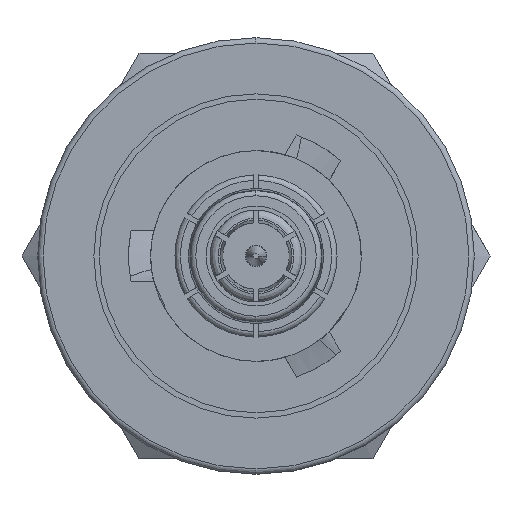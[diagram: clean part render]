
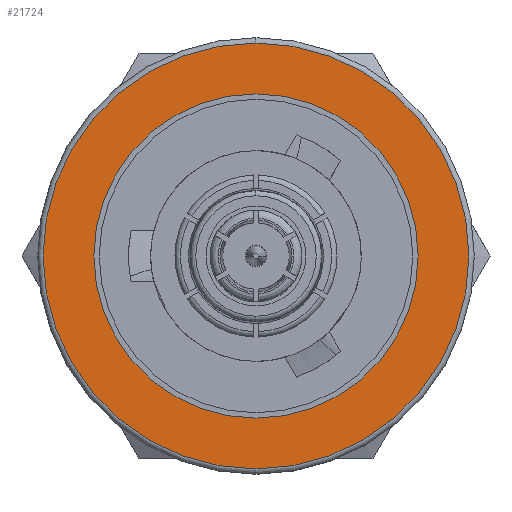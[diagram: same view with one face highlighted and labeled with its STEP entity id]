
A CAD part, left-side view. The second image highlights one B-rep face of the part: STEP entity #21724.
In plain terms, the highlighted planar face has unit normal (-1, 0, 0).
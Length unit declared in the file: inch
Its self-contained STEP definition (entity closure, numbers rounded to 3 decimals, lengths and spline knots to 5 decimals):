
#140 = DIRECTION ( 'NONE',  ( 1., 0., 0. ) ) ;
#1039 = CARTESIAN_POINT ( 'NONE',  ( -0.85374, 0., 0.394 ) ) ;
#1198 = FACE_BOUND ( 'NONE', #4652, .T. ) ;
#1199 = CIRCLE ( 'NONE', #17119, 0.275 ) ;
#1861 = EDGE_LOOP ( 'NONE', ( #10089, #25900 ) ) ;
#1915 = EDGE_CURVE ( 'NONE', #5608, #28547, #1199, .T. ) ;
#2150 = CARTESIAN_POINT ( 'NONE',  ( -0.85374, 0., 0. ) ) ;
#2312 = DIRECTION ( 'NONE',  ( 1., 0., 0. ) ) ;
#3053 = DIRECTION ( 'NONE',  ( 1., 0., 0. ) ) ;
#3331 = ORIENTED_EDGE ( 'NONE', *, *, #10183, .T. ) ;
#3470 = CIRCLE ( 'NONE', #22887, 0.275 ) ;
#4652 = EDGE_LOOP ( 'NONE', ( #14425, #3331 ) ) ;
#5515 = CIRCLE ( 'NONE', #22938, 0.394 ) ;
#5608 = VERTEX_POINT ( 'NONE', #28520 ) ;
#5689 = PLANE ( 'NONE',  #15505 ) ;
#5845 = DIRECTION ( 'NONE',  ( 0., 0., -1. ) ) ;
#5995 = CARTESIAN_POINT ( 'NONE',  ( -0.85374, 0.394, 0. ) ) ;
#6953 = CARTESIAN_POINT ( 'NONE',  ( -0.85374, 0., 0.275 ) ) ;
#7121 = DIRECTION ( 'NONE',  ( 0., 0., -1. ) ) ;
#8405 = EDGE_CURVE ( 'NONE', #23352, #29153, #29901, .T. ) ;
#10089 = ORIENTED_EDGE ( 'NONE', *, *, #8405, .F. ) ;
#10183 = EDGE_CURVE ( 'NONE', #28547, #5608, #3470, .T. ) ;
#10271 = CARTESIAN_POINT ( 'NONE',  ( -0.85374, 0., 0. ) ) ;
#11648 = CARTESIAN_POINT ( 'NONE',  ( -0.85374, 0., 0. ) ) ;
#11649 = DIRECTION ( 'NONE',  ( 0., 0., -1. ) ) ;
#12459 = DIRECTION ( 'NONE',  ( 1., 0., 0. ) ) ;
#13037 = AXIS2_PLACEMENT_3D ( 'NONE', #10271, #12459, #17443 ) ;
#13246 = CARTESIAN_POINT ( 'NONE',  ( -0.85374, 0., -0.394 ) ) ;
#14425 = ORIENTED_EDGE ( 'NONE', *, *, #1915, .T. ) ;
#15505 = AXIS2_PLACEMENT_3D ( 'NONE', #5995, #3053, #5845 ) ;
#17119 = AXIS2_PLACEMENT_3D ( 'NONE', #11648, #2312, #23676 ) ;
#17443 = DIRECTION ( 'NONE',  ( 0., 0., -1. ) ) ;
#21724 = ADVANCED_FACE ( 'NONE', ( #27195, #1198 ), #5689, .F. ) ;
#22887 = AXIS2_PLACEMENT_3D ( 'NONE', #2150, #140, #11649 ) ;
#22938 = AXIS2_PLACEMENT_3D ( 'NONE', #27555, #24122, #7121 ) ;
#23352 = VERTEX_POINT ( 'NONE', #13246 ) ;
#23676 = DIRECTION ( 'NONE',  ( 0., 0., -1. ) ) ;
#24122 = DIRECTION ( 'NONE',  ( 1., 0., 0. ) ) ;
#25900 = ORIENTED_EDGE ( 'NONE', *, *, #28994, .F. ) ;
#27195 = FACE_OUTER_BOUND ( 'NONE', #1861, .T. ) ;
#27555 = CARTESIAN_POINT ( 'NONE',  ( -0.85374, 0., 0. ) ) ;
#28520 = CARTESIAN_POINT ( 'NONE',  ( -0.85374, 0., -0.275 ) ) ;
#28547 = VERTEX_POINT ( 'NONE', #6953 ) ;
#28994 = EDGE_CURVE ( 'NONE', #29153, #23352, #5515, .T. ) ;
#29153 = VERTEX_POINT ( 'NONE', #1039 ) ;
#29901 = CIRCLE ( 'NONE', #13037, 0.394 ) ;
